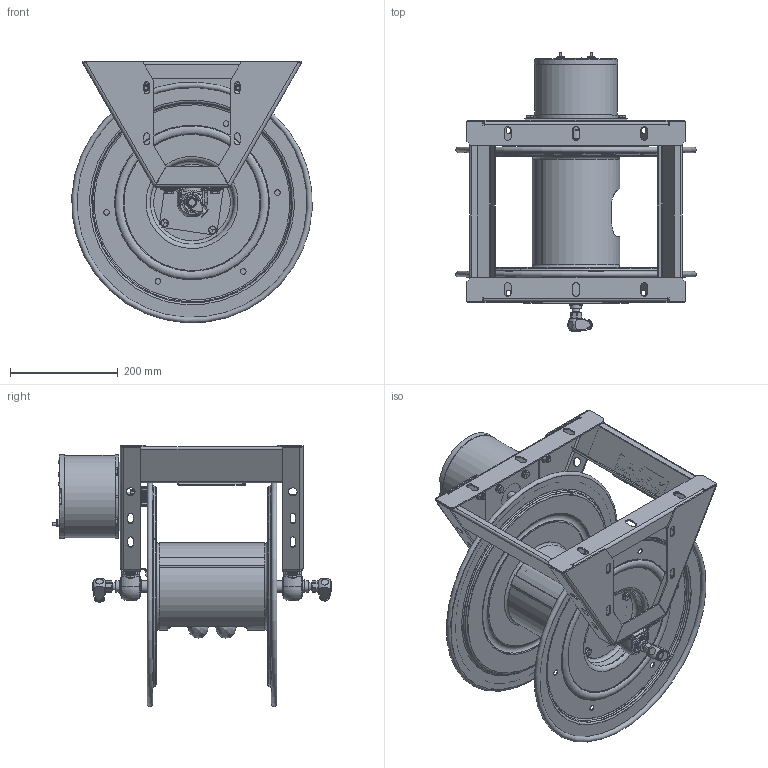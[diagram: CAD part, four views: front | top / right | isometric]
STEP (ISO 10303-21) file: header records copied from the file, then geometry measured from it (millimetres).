
FILE_DESCRIPTION(/* description */ (''),/* implementation_level */ '2;1');
FILE_NAME(/* name */ '1275HPL-D-8-E_SHARED.stp',/* time_stamp */ '2020-03-16T10:06:05-07:00',/* author */ ('NMelton'),/* organization */ (''),/* preprocessor_version */ 'ST-DEVELOPER v17',/* originating_system */ 'Autodesk Inventor 2019',/* authorisation */ '');
FILE_SCHEMA (('AUTOMOTIVE_DESIGN { 1 0 10303 214 3 1 1 }'));
Products named in the file (1): 1275HPL-D-8-E_SHARED
Bounding box: 447.02 x 519.55 x 486.02 mm (x, y, z)
Surface area: 1757228.6 mm2 (no closed solid volume)
Topology: 0 solids, 146 shells, 2915 faces, 10200 edges, 7179 vertices
Faces by surface type: cylinder 1135, plane 972, bspline 308, cone 293, torus 151, sphere 56
Full cylindrical faces by diameter (mm): 1.245 x4, 1.321 x4, 2.54 x1, 3.048 x1, 3.962 x1, 4.826 x1, 5.08 x2, 6.35 x1, 6.985 x4, 7.938 x7, 9.347 x2, 10.414 x6, 10.439 x1, 10.592 x2, 11.43 x12, 12.192 x2, 12.37 x2, 12.7 x7, 12.859 x4, 13.398 x2, 13.843 x2, 13.868 x2, 14.186 x4, 14.3 x1, 15.875 x3, 16.662 x4, 16.764 x1, 17.615 x8, 18.644 x2, 19.253 x3
Entity records: 125735 total; most frequent: CARTESIAN_POINT 40915, ORIENTED_EDGE 16372, DIRECTION 15904, EDGE_CURVE 10099, VERTEX_POINT 7179, AXIS2_PLACEMENT_3D 5790, LINE 4324, VECTOR 4324
